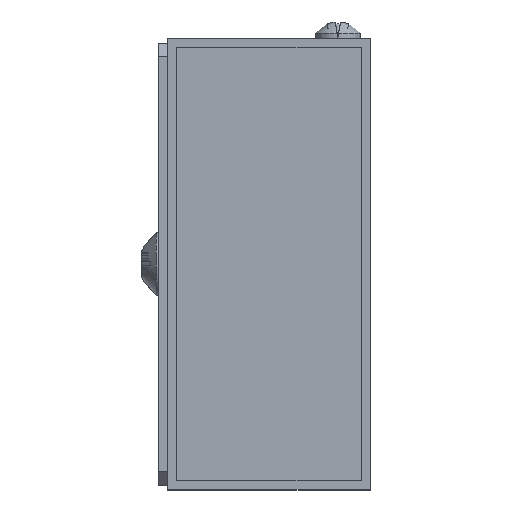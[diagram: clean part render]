
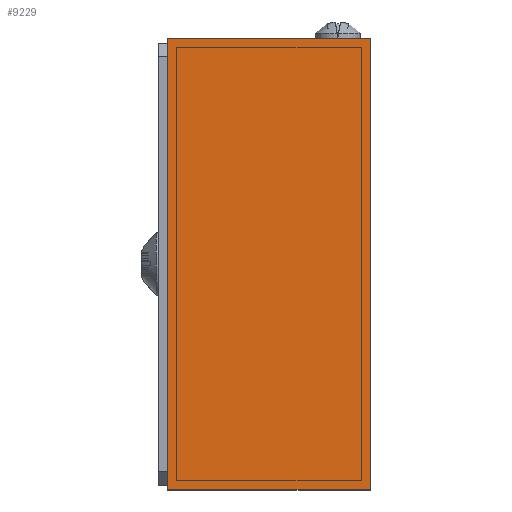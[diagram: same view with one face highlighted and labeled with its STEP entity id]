
A CAD part, left-side view. The second image highlights one B-rep face of the part: STEP entity #9229.
In plain terms, the highlighted planar face has unit normal (-1, 0, 0).
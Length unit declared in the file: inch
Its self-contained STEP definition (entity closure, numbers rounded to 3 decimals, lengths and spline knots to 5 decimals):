
#847 = ORIENTED_EDGE ( 'NONE', *, *, #5904, .T. ) ;
#1289 = CARTESIAN_POINT ( 'NONE',  ( -15.70866, 5.49213, 1.9685 ) ) ;
#1382 = VERTEX_POINT ( 'NONE', #4703 ) ;
#2237 = CARTESIAN_POINT ( 'NONE',  ( -15.70866, 5.49213, 1.9685 ) ) ;
#2330 = EDGE_CURVE ( 'NONE', #8121, #5092, #2782, .T. ) ;
#2779 = AXIS2_PLACEMENT_3D ( 'NONE', #8498, #7554, #9582 ) ;
#2782 = LINE ( 'NONE', #11378, #5248 ) ;
#3082 = LINE ( 'NONE', #9940, #4470 ) ;
#3859 = VECTOR ( 'NONE', #10684, 39.37008 ) ;
#3880 = EDGE_LOOP ( 'NONE', ( #4393, #6573, #847, #9620 ) ) ;
#4393 = ORIENTED_EDGE ( 'NONE', *, *, #8175, .T. ) ;
#4470 = VECTOR ( 'NONE', #10828, 39.37008 ) ;
#4703 = CARTESIAN_POINT ( 'NONE',  ( -15.70866, 7.26378, 1.9685 ) ) ;
#5092 = VERTEX_POINT ( 'NONE', #11429 ) ;
#5248 = VECTOR ( 'NONE', #9405, 39.37008 ) ;
#5904 = EDGE_CURVE ( 'NONE', #1382, #8121, #3082, .T. ) ;
#6573 = ORIENTED_EDGE ( 'NONE', *, *, #7553, .F. ) ;
#6908 = DIRECTION ( 'NONE',  ( 0., 0., 1. ) ) ;
#7553 = EDGE_CURVE ( 'NONE', #1382, #8541, #9992, .T. ) ;
#7554 = DIRECTION ( 'NONE',  ( -1., 0., 0. ) ) ;
#8121 = VERTEX_POINT ( 'NONE', #11056 ) ;
#8175 = EDGE_CURVE ( 'NONE', #5092, #8541, #11484, .T. ) ;
#8498 = CARTESIAN_POINT ( 'NONE',  ( -15.70866, 5.49213, 0. ) ) ;
#8541 = VERTEX_POINT ( 'NONE', #2237 ) ;
#9229 = ADVANCED_FACE ( 'NONE', ( #11676 ), #12382, .T. ) ;
#9405 = DIRECTION ( 'NONE',  ( 0., -1., 0. ) ) ;
#9582 = DIRECTION ( 'NONE',  ( 0., 1., 0. ) ) ;
#9620 = ORIENTED_EDGE ( 'NONE', *, *, #2330, .T. ) ;
#9940 = CARTESIAN_POINT ( 'NONE',  ( -15.70866, 7.26378, 0. ) ) ;
#9992 = LINE ( 'NONE', #1289, #3859 ) ;
#10350 = CARTESIAN_POINT ( 'NONE',  ( -15.70866, 5.49213, 0. ) ) ;
#10684 = DIRECTION ( 'NONE',  ( 0., -1., 0. ) ) ;
#10828 = DIRECTION ( 'NONE',  ( 0., 0., -1. ) ) ;
#11056 = CARTESIAN_POINT ( 'NONE',  ( -15.70866, 7.26378, -1.9685 ) ) ;
#11373 = VECTOR ( 'NONE', #6908, 39.37008 ) ;
#11378 = CARTESIAN_POINT ( 'NONE',  ( -15.70866, 5.49213, -1.9685 ) ) ;
#11429 = CARTESIAN_POINT ( 'NONE',  ( -15.70866, 5.49213, -1.9685 ) ) ;
#11484 = LINE ( 'NONE', #10350, #11373 ) ;
#11676 = FACE_OUTER_BOUND ( 'NONE', #3880, .T. ) ;
#12382 = PLANE ( 'NONE',  #2779 ) ;
